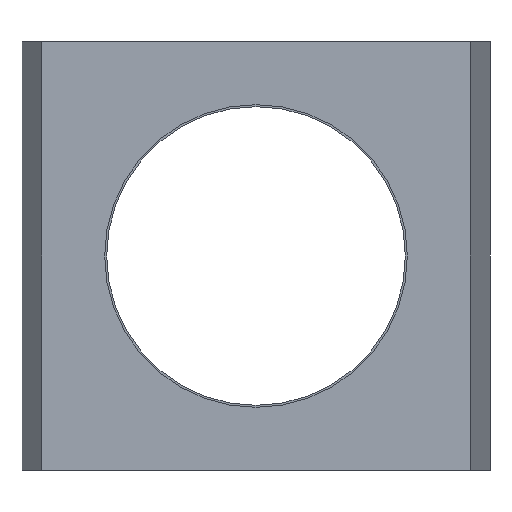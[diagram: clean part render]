
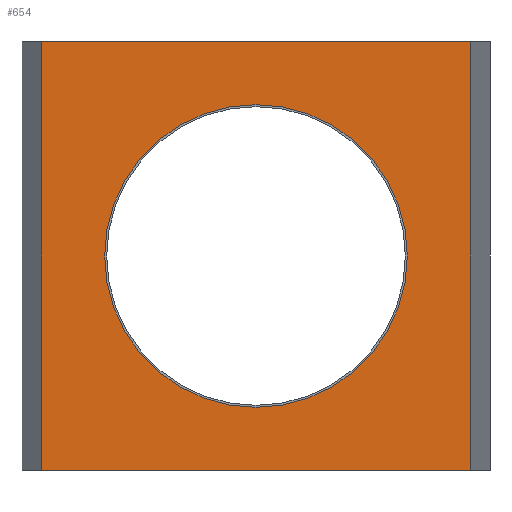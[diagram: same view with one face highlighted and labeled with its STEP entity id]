
A CAD part, front view. The second image highlights one B-rep face of the part: STEP entity #654.
In plain terms, the highlighted planar face has unit normal (0, -1, 0).
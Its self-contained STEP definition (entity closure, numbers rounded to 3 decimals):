
#5 = DIRECTION ( 'NONE',  ( 0., 0., -1. ) ) ;
#36 = EDGE_CURVE ( 'NONE', #474, #886, #278, .T. ) ;
#80 = FACE_OUTER_BOUND ( 'NONE', #747, .T. ) ;
#118 = ORIENTED_EDGE ( 'NONE', *, *, #519, .F. ) ;
#139 = DIRECTION ( 'NONE',  ( 1., 0., 0. ) ) ;
#163 = VECTOR ( 'NONE', #580, 1000. ) ;
#190 = ORIENTED_EDGE ( 'NONE', *, *, #534, .F. ) ;
#194 = ORIENTED_EDGE ( 'NONE', *, *, #36, .T. ) ;
#198 = ORIENTED_EDGE ( 'NONE', *, *, #448, .T. ) ;
#242 = ORIENTED_EDGE ( 'NONE', *, *, #357, .F. ) ;
#247 = VECTOR ( 'NONE', #672, 1000. ) ;
#250 = VERTEX_POINT ( 'NONE', #332 ) ;
#257 = CIRCLE ( 'NONE', #504, 304. ) ;
#268 = CARTESIAN_POINT ( 'NONE',  ( -430., 0., 430. ) ) ;
#272 = CARTESIAN_POINT ( 'NONE',  ( 0., 0., 0. ) ) ;
#276 = DIRECTION ( 'NONE',  ( 0., 0., -1. ) ) ;
#278 = LINE ( 'NONE', #974, #247 ) ;
#279 = CARTESIAN_POINT ( 'NONE',  ( 430., 0., 430. ) ) ;
#297 = DIRECTION ( 'NONE',  ( 0., 1., 0. ) ) ;
#332 = CARTESIAN_POINT ( 'NONE',  ( 0., 0., -304. ) ) ;
#334 = CIRCLE ( 'NONE', #663, 304. ) ;
#357 = EDGE_CURVE ( 'NONE', #474, #690, #727, .T. ) ;
#374 = CARTESIAN_POINT ( 'NONE',  ( -430., 0., -430. ) ) ;
#379 = CARTESIAN_POINT ( 'NONE',  ( -430., 0., 430. ) ) ;
#434 = CARTESIAN_POINT ( 'NONE',  ( -430., 0., 430. ) ) ;
#448 = EDGE_CURVE ( 'NONE', #886, #577, #894, .T. ) ;
#474 = VERTEX_POINT ( 'NONE', #434 ) ;
#504 = AXIS2_PLACEMENT_3D ( 'NONE', #673, #760, #5 ) ;
#519 = EDGE_CURVE ( 'NONE', #690, #577, #658, .T. ) ;
#534 = EDGE_CURVE ( 'NONE', #960, #250, #334, .T. ) ;
#564 = ORIENTED_EDGE ( 'NONE', *, *, #664, .F. ) ;
#571 = DIRECTION ( 'NONE',  ( 0., 0., -1. ) ) ;
#577 = VERTEX_POINT ( 'NONE', #909 ) ;
#580 = DIRECTION ( 'NONE',  ( 1., 0., 0. ) ) ;
#585 = CARTESIAN_POINT ( 'NONE',  ( -430., 0., -430. ) ) ;
#594 = CARTESIAN_POINT ( 'NONE',  ( 430., 0., 430. ) ) ;
#598 = AXIS2_PLACEMENT_3D ( 'NONE', #379, #297, #904 ) ;
#654 = ADVANCED_FACE ( 'NONE', ( #755, #80 ), #828, .F. ) ;
#658 = LINE ( 'NONE', #279, #765 ) ;
#663 = AXIS2_PLACEMENT_3D ( 'NONE', #272, #887, #571 ) ;
#664 = EDGE_CURVE ( 'NONE', #250, #960, #257, .T. ) ;
#672 = DIRECTION ( 'NONE',  ( 0., 0., -1. ) ) ;
#673 = CARTESIAN_POINT ( 'NONE',  ( 0., 0., 0. ) ) ;
#690 = VERTEX_POINT ( 'NONE', #594 ) ;
#715 = VECTOR ( 'NONE', #139, 1000. ) ;
#727 = LINE ( 'NONE', #268, #163 ) ;
#747 = EDGE_LOOP ( 'NONE', ( #198, #118, #242, #194 ) ) ;
#755 = FACE_BOUND ( 'NONE', #773, .T. ) ;
#760 = DIRECTION ( 'NONE',  ( 0., -1., 0. ) ) ;
#765 = VECTOR ( 'NONE', #276, 1000. ) ;
#773 = EDGE_LOOP ( 'NONE', ( #564, #190 ) ) ;
#828 = PLANE ( 'NONE',  #598 ) ;
#886 = VERTEX_POINT ( 'NONE', #374 ) ;
#887 = DIRECTION ( 'NONE',  ( 0., -1., 0. ) ) ;
#894 = LINE ( 'NONE', #585, #715 ) ;
#904 = DIRECTION ( 'NONE',  ( 0., 0., 1. ) ) ;
#906 = CARTESIAN_POINT ( 'NONE',  ( 0., 0., 304. ) ) ;
#909 = CARTESIAN_POINT ( 'NONE',  ( 430., 0., -430. ) ) ;
#960 = VERTEX_POINT ( 'NONE', #906 ) ;
#974 = CARTESIAN_POINT ( 'NONE',  ( -430., 0., 430. ) ) ;
